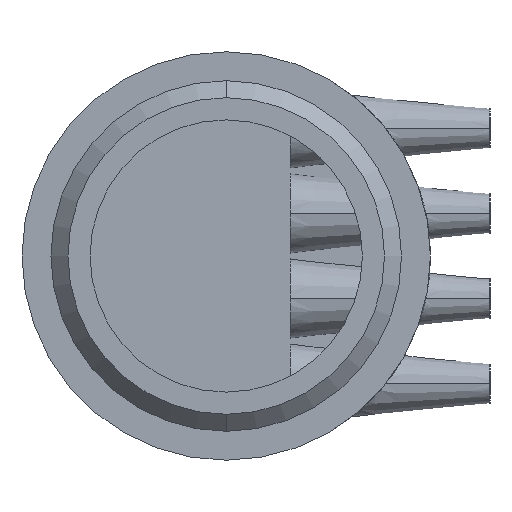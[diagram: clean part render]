
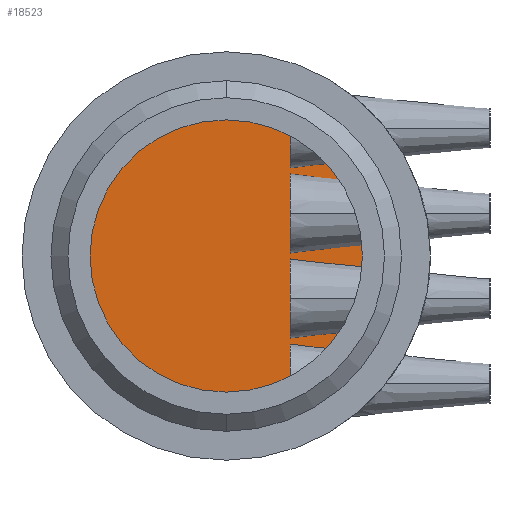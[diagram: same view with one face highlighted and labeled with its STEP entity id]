
A CAD part, left-side view. The second image highlights one B-rep face of the part: STEP entity #18523.
In plain terms, the highlighted planar face has unit normal (-1, 0, 0).
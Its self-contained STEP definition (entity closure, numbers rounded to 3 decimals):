
#108=CARTESIAN_POINT('',(208.,0.,0.));
#109=DIRECTION('',(1.,0.,0.));
#110=DIRECTION('',(0.,0.,-1.));
#111=AXIS2_PLACEMENT_3D('',#108,#109,#110);
#1226=CARTESIAN_POINT('',(208.,0.,0.));
#1227=DIRECTION('',(1.,0.,0.));
#1228=DIRECTION('',(0.,0.,1.));
#1229=AXIS2_PLACEMENT_3D('',#1226,#1227,#1228);
#8591=CARTESIAN_POINT('',(208.,0.,-11.));
#8592=CARTESIAN_POINT('',(208.,0.,11.));
#8593=VERTEX_POINT('',#8591);
#8594=VERTEX_POINT('',#8592);
#18514=CARTESIAN_POINT('',(208.,0.,0.));
#18515=DIRECTION('',(1.,0.,0.));
#18516=DIRECTION('',(0.,0.,-1.));
#18517=AXIS2_PLACEMENT_3D('',#18514,#18515,#18516);
#18518=PLANE('',#18517);
#18519=ORIENTED_EDGE('',*,*,#9964,.T.);
#18520=ORIENTED_EDGE('',*,*,#10554,.T.);
#18521=EDGE_LOOP('',(#18519,#18520));
#18522=FACE_OUTER_BOUND('',#18521,.F.);
#112=CIRCLE('',#111,11.);
#1230=CIRCLE('',#1229,11.);
#9964=EDGE_CURVE('',#8593,#8594,#112,.T.);
#10554=EDGE_CURVE('',#8594,#8593,#1230,.T.);
#18523=ADVANCED_FACE('',(#18522),#18518,.F.);
